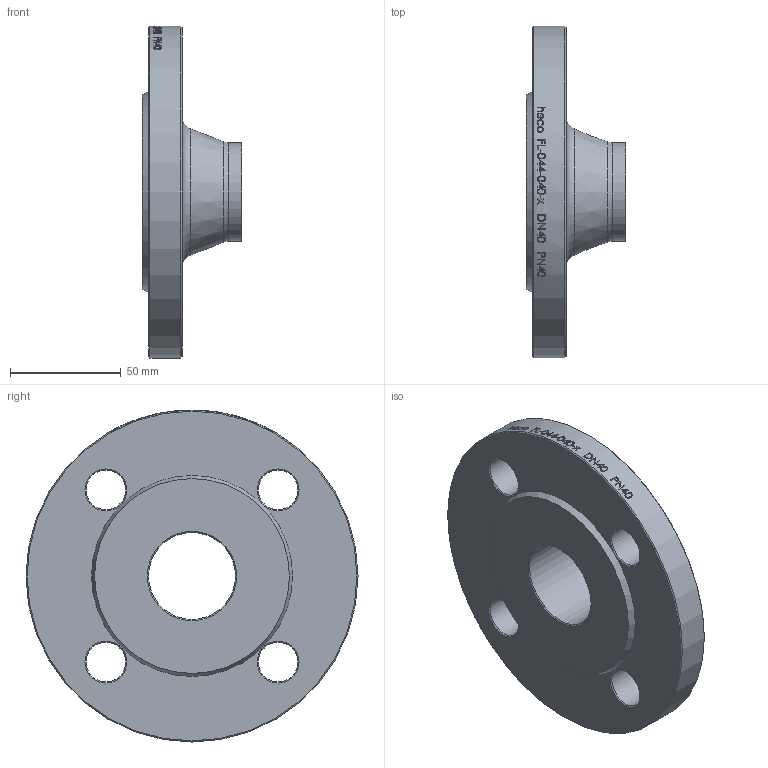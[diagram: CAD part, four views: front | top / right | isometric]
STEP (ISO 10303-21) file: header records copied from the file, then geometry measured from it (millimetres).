
FILE_DESCRIPTION (( 'STEP AP214' ), '1' );
FILE_NAME ('FL-044-040-x Vorschweissflansch PN40 DN40 din DIN2635 2009.STEP', '2020-09-24T11:45:07', ( '' ), ( '' ), 'SwSTEP 2.0', 'SolidWorks 2019', '' );
FILE_SCHEMA (( 'AUTOMOTIVE_DESIGN' ));
Length unit declared in the file: millimetre
Products named in the file (1): FL-044-040-x Vorschweissflansch PN40 DN40 din DIN2635 2009
Bounding box: 45 x 150 x 150 mm (x, y, z)
Volume: 268430.5 mm3; surface area: 50029.7 mm2
Topology: 1 solids, 1 shells, 64 faces, 306 edges, 283 vertices
Faces by surface type: cylinder 45, cone 13, plane 4, torus 2
Full cylindrical faces by diameter (mm): 18 x4, 39.3 x1, 44.5 x1, 150 x1
Entity records: 6575 total; most frequent: CARTESIAN_POINT 3892, ORIENTED_EDGE 550, DIRECTION 385, EDGE_CURVE 275, VERTEX_POINT 275, AXIS2_PLACEMENT_3D 164, EDGE_LOOP 136, B_SPLINE_CURVE_WITH_KNOTS 119
